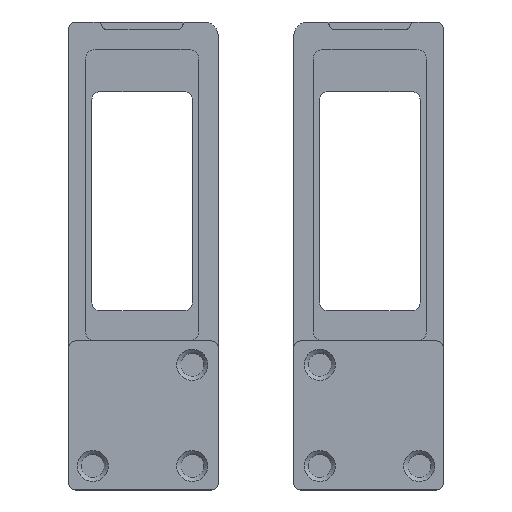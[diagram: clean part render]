
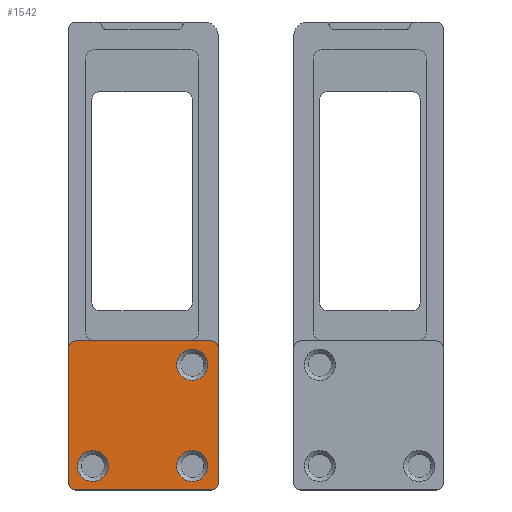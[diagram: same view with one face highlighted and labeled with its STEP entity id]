
A CAD part, top view. The second image highlights one B-rep face of the part: STEP entity #1542.
In plain terms, the highlighted planar face has unit normal (0, 0, 1).
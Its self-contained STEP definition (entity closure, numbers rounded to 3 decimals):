
#59=FACE_BOUND('',#203,.T.);
#60=FACE_BOUND('',#204,.T.);
#61=FACE_BOUND('',#205,.T.);
#69=PLANE('',#1649);
#112=FACE_OUTER_BOUND('',#202,.T.);
#202=EDGE_LOOP('',(#1071,#1072,#1073,#1074,#1075,#1076,#1077,#1078));
#203=EDGE_LOOP('',(#1079));
#204=EDGE_LOOP('',(#1080));
#205=EDGE_LOOP('',(#1081));
#302=LINE('',#2344,#446);
#303=LINE('',#2348,#447);
#304=LINE('',#2352,#448);
#305=LINE('',#2355,#449);
#446=VECTOR('',#1839,10.);
#447=VECTOR('',#1842,10.);
#448=VECTOR('',#1845,10.);
#449=VECTOR('',#1848,10.);
#589=CIRCLE('',#1647,1.95);
#591=CIRCLE('',#1650,0.8);
#592=CIRCLE('',#1651,0.8);
#593=CIRCLE('',#1652,0.8);
#594=CIRCLE('',#1653,0.8);
#595=CIRCLE('',#1654,1.95);
#596=CIRCLE('',#1655,1.95);
#679=VERTEX_POINT('',#2334);
#681=VERTEX_POINT('',#2340);
#682=VERTEX_POINT('',#2341);
#683=VERTEX_POINT('',#2343);
#684=VERTEX_POINT('',#2345);
#685=VERTEX_POINT('',#2347);
#686=VERTEX_POINT('',#2349);
#687=VERTEX_POINT('',#2351);
#688=VERTEX_POINT('',#2353);
#689=VERTEX_POINT('',#2356);
#690=VERTEX_POINT('',#2358);
#833=EDGE_CURVE('',#679,#679,#589,.T.);
#836=EDGE_CURVE('',#681,#682,#591,.T.);
#837=EDGE_CURVE('',#681,#683,#302,.T.);
#838=EDGE_CURVE('',#684,#683,#592,.T.);
#839=EDGE_CURVE('',#684,#685,#303,.T.);
#840=EDGE_CURVE('',#686,#685,#593,.T.);
#841=EDGE_CURVE('',#686,#687,#304,.T.);
#842=EDGE_CURVE('',#688,#687,#594,.T.);
#843=EDGE_CURVE('',#688,#682,#305,.T.);
#844=EDGE_CURVE('',#689,#689,#595,.T.);
#845=EDGE_CURVE('',#690,#690,#596,.T.);
#1071=ORIENTED_EDGE('',*,*,#836,.F.);
#1072=ORIENTED_EDGE('',*,*,#837,.T.);
#1073=ORIENTED_EDGE('',*,*,#838,.F.);
#1074=ORIENTED_EDGE('',*,*,#839,.T.);
#1075=ORIENTED_EDGE('',*,*,#840,.F.);
#1076=ORIENTED_EDGE('',*,*,#841,.T.);
#1077=ORIENTED_EDGE('',*,*,#842,.F.);
#1078=ORIENTED_EDGE('',*,*,#843,.T.);
#1079=ORIENTED_EDGE('',*,*,#844,.F.);
#1080=ORIENTED_EDGE('',*,*,#845,.F.);
#1081=ORIENTED_EDGE('',*,*,#833,.F.);
#1542=ADVANCED_FACE('',(#112,#59,#60,#61),#69,.T.);
#1647=AXIS2_PLACEMENT_3D('',#2335,#1830,#1831);
#1649=AXIS2_PLACEMENT_3D('',#2339,#1835,#1836);
#1650=AXIS2_PLACEMENT_3D('',#2342,#1837,#1838);
#1651=AXIS2_PLACEMENT_3D('',#2346,#1840,#1841);
#1652=AXIS2_PLACEMENT_3D('',#2350,#1843,#1844);
#1653=AXIS2_PLACEMENT_3D('',#2354,#1846,#1847);
#1654=AXIS2_PLACEMENT_3D('',#2357,#1849,#1850);
#1655=AXIS2_PLACEMENT_3D('',#2359,#1851,#1852);
#1830=DIRECTION('center_axis',(0.,0.,1.));
#1831=DIRECTION('ref_axis',(1.,0.,0.));
#1835=DIRECTION('center_axis',(0.,0.,1.));
#1836=DIRECTION('ref_axis',(1.,0.,0.));
#1837=DIRECTION('center_axis',(0.,0.,-1.));
#1838=DIRECTION('ref_axis',(-0.707,0.707,0.));
#1839=DIRECTION('',(0.,-1.,0.));
#1840=DIRECTION('center_axis',(0.,0.,-1.));
#1841=DIRECTION('ref_axis',(-0.707,-0.707,0.));
#1842=DIRECTION('',(1.,0.,0.));
#1843=DIRECTION('center_axis',(0.,0.,-1.));
#1844=DIRECTION('ref_axis',(0.707,-0.707,0.));
#1845=DIRECTION('',(0.,1.,0.));
#1846=DIRECTION('center_axis',(0.,0.,-1.));
#1847=DIRECTION('ref_axis',(0.707,0.707,0.));
#1848=DIRECTION('',(-1.,0.,0.));
#1849=DIRECTION('center_axis',(0.,0.,1.));
#1850=DIRECTION('ref_axis',(1.,0.,0.));
#1851=DIRECTION('center_axis',(0.,0.,1.));
#1852=DIRECTION('ref_axis',(1.,0.,0.));
#2334=CARTESIAN_POINT('',(-9.95,231.7,6.6));
#2335=CARTESIAN_POINT('Origin',(-8.,231.7,6.6));
#2339=CARTESIAN_POINT('Origin',(-14.125,225.35,6.6));
#2340=CARTESIAN_POINT('',(-23.5,233.9,6.6));
#2341=CARTESIAN_POINT('',(-22.7,234.7,6.6));
#2342=CARTESIAN_POINT('Origin',(-22.7,233.9,6.6));
#2343=CARTESIAN_POINT('',(-23.5,216.8,6.6));
#2344=CARTESIAN_POINT('',(-23.5,216.,6.6));
#2345=CARTESIAN_POINT('',(-22.7,216.,6.6));
#2346=CARTESIAN_POINT('Origin',(-22.7,216.8,6.6));
#2347=CARTESIAN_POINT('',(-5.55,216.,6.6));
#2348=CARTESIAN_POINT('',(-23.5,216.,6.6));
#2349=CARTESIAN_POINT('',(-4.75,216.8,6.6));
#2350=CARTESIAN_POINT('Origin',(-5.55,216.8,6.6));
#2351=CARTESIAN_POINT('',(-4.75,233.9,6.6));
#2352=CARTESIAN_POINT('',(-4.75,216.,6.6));
#2353=CARTESIAN_POINT('',(-5.55,234.7,6.6));
#2354=CARTESIAN_POINT('Origin',(-5.55,233.9,6.6));
#2355=CARTESIAN_POINT('',(-23.5,234.7,6.6));
#2356=CARTESIAN_POINT('',(-9.95,219.,6.6));
#2357=CARTESIAN_POINT('Origin',(-8.,219.,6.6));
#2358=CARTESIAN_POINT('',(-22.45,219.,6.6));
#2359=CARTESIAN_POINT('Origin',(-20.5,219.,6.6));
